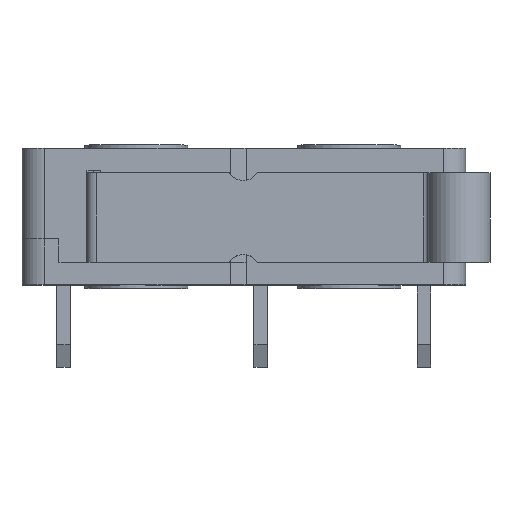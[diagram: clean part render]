
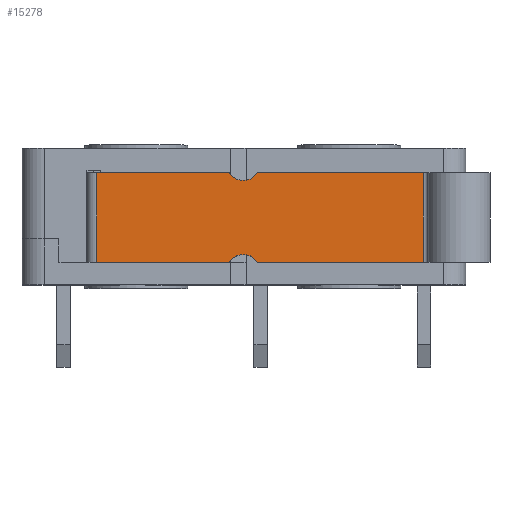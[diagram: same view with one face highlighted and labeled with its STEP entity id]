
A CAD part, top view. The second image highlights one B-rep face of the part: STEP entity #15278.
In plain terms, the highlighted planar face has unit normal (-0.013, 0, 1).
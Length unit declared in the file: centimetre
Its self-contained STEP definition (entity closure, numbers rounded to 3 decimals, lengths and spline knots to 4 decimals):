
#858=CIRCLE('',#16133,0.075);
#859=CIRCLE('',#16135,0.075);
#999=FACE_OUTER_BOUND('',#1835,.T.);
#1835=EDGE_LOOP('',(#10343,#10344,#10345,#10346,#10347,#10348,#10349,#10350));
#2821=LINE('',#20186,#4568);
#2838=LINE('',#20225,#4585);
#2863=LINE('',#20291,#4610);
#2864=LINE('',#20294,#4611);
#2867=LINE('',#20307,#4614);
#2868=LINE('',#20308,#4615);
#4568=VECTOR('',#16997,1.);
#4585=VECTOR('',#17022,1.);
#4610=VECTOR('',#17081,1.);
#4611=VECTOR('',#17084,1.);
#4614=VECTOR('',#17097,1.);
#4615=VECTOR('',#17098,1.);
#6277=VERTEX_POINT('',#20183);
#6278=VERTEX_POINT('',#20185);
#6295=VERTEX_POINT('',#20222);
#6296=VERTEX_POINT('',#20224);
#6312=VERTEX_POINT('',#20269);
#6313=VERTEX_POINT('',#20273);
#6320=VERTEX_POINT('',#20289);
#6321=VERTEX_POINT('',#20293);
#7849=EDGE_CURVE('',#6278,#6277,#2821,.T.);
#7868=EDGE_CURVE('',#6296,#6295,#2838,.T.);
#7892=EDGE_CURVE('',#6295,#6312,#858,.T.);
#7893=EDGE_CURVE('',#6313,#6278,#859,.T.);
#7902=EDGE_CURVE('',#6312,#6320,#2863,.T.);
#7903=EDGE_CURVE('',#6321,#6313,#2864,.T.);
#7910=EDGE_CURVE('',#6321,#6320,#2867,.T.);
#7911=EDGE_CURVE('',#6277,#6296,#2868,.T.);
#10343=ORIENTED_EDGE('',*,*,#7892,.T.);
#10344=ORIENTED_EDGE('',*,*,#7902,.T.);
#10345=ORIENTED_EDGE('',*,*,#7910,.F.);
#10346=ORIENTED_EDGE('',*,*,#7903,.T.);
#10347=ORIENTED_EDGE('',*,*,#7893,.T.);
#10348=ORIENTED_EDGE('',*,*,#7849,.T.);
#10349=ORIENTED_EDGE('',*,*,#7911,.T.);
#10350=ORIENTED_EDGE('',*,*,#7868,.T.);
#14734=PLANE('',#16147);
#15278=ADVANCED_FACE('',(#999),#14734,.T.);
#16133=AXIS2_PLACEMENT_3D('',#20271,#17060,#17061);
#16135=AXIS2_PLACEMENT_3D('',#20274,#17064,#17065);
#16147=AXIS2_PLACEMENT_3D('',#20306,#17095,#17096);
#16997=DIRECTION('',(-1.,0.,-0.013));
#17022=DIRECTION('',(1.,0.,0.013));
#17060=DIRECTION('center_axis',(0.013,0.,
-1.));
#17061=DIRECTION('ref_axis',(1.,0.,0.013));
#17064=DIRECTION('center_axis',(0.013,0.,
-1.));
#17065=DIRECTION('ref_axis',(1.,0.,0.013));
#17081=DIRECTION('',(1.,0.,0.013));
#17084=DIRECTION('',(-1.,0.,-0.013));
#17095=DIRECTION('center_axis',(-0.013,0.,
1.));
#17096=DIRECTION('ref_axis',(1.,0.,0.013));
#17097=DIRECTION('',(0.,-1.,0.));
#17098=DIRECTION('',(0.,-1.,0.));
#20183=CARTESIAN_POINT('',(-0.1775,-0.11,0.8752));
#20185=CARTESIAN_POINT('',(0.414,-0.11,0.8828));
#20186=CARTESIAN_POINT('',(1.2816,-0.11,0.8939));
#20222=CARTESIAN_POINT('',(0.414,-0.51,0.8828));
#20224=CARTESIAN_POINT('',(-0.1775,-0.51,0.8752));
#20225=CARTESIAN_POINT('',(1.2816,-0.51,0.8939));
#20269=CARTESIAN_POINT('',(0.5409,-0.51,0.8844));
#20271=CARTESIAN_POINT('Origin',(0.4775,-0.55,0.8836));
#20273=CARTESIAN_POINT('',(0.5409,-0.11,0.8844));
#20274=CARTESIAN_POINT('Origin',(0.4775,-0.07,
0.8836));
#20289=CARTESIAN_POINT('',(1.2816,-0.51,0.8939));
#20291=CARTESIAN_POINT('',(1.2816,-0.51,0.8939));
#20293=CARTESIAN_POINT('',(1.2816,-0.11,0.8939));
#20294=CARTESIAN_POINT('',(1.2816,-0.11,0.8939));
#20306=CARTESIAN_POINT('Origin',(1.2816,-0.31,0.8939));
#20307=CARTESIAN_POINT('',(1.2816,-0.31,0.8939));
#20308=CARTESIAN_POINT('',(-0.1775,-0.31,0.8752));
